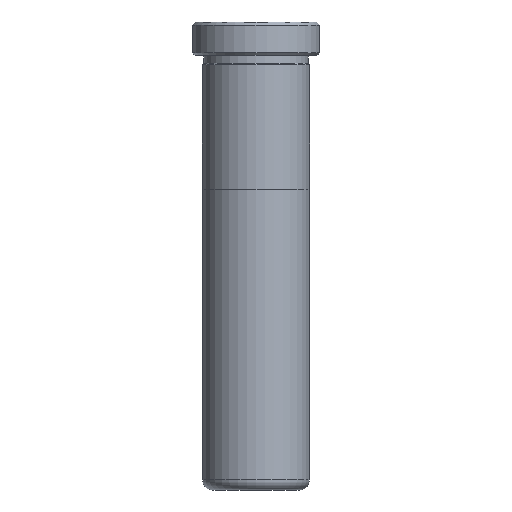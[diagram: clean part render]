
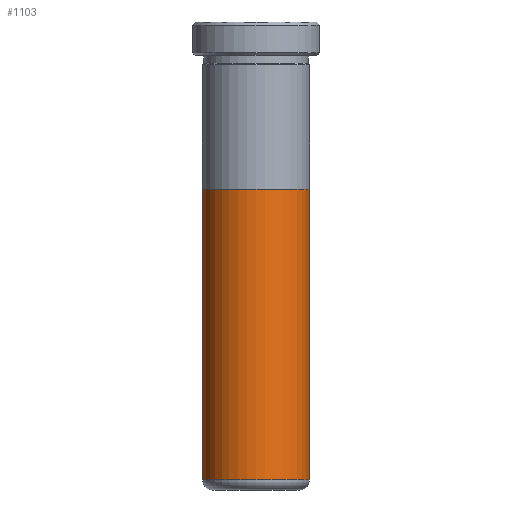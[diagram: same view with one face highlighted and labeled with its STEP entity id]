
A CAD part, front view. The second image highlights one B-rep face of the part: STEP entity #1103.
In plain terms, the highlighted cylindrical face has radius 7.995 mm (diameter 15.99 mm), a partial arc.
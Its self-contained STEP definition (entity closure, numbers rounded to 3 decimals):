
#30 = DIRECTION ( 'NONE',  ( 0., 0., 1. ) ) ;
#47 = CARTESIAN_POINT ( 'NONE',  ( 7.995, 0., 1.5 ) ) ;
#68 = CARTESIAN_POINT ( 'NONE',  ( 7.995, 0., 45. ) ) ;
#120 = VECTOR ( 'NONE', #696, 1000. ) ;
#140 = VERTEX_POINT ( 'NONE', #1116 ) ;
#278 = ORIENTED_EDGE ( 'NONE', *, *, #446, .F. ) ;
#310 = EDGE_CURVE ( 'NONE', #1311, #1183, #890, .T. ) ;
#356 = DIRECTION ( 'NONE',  ( 0., 0., -1. ) ) ;
#412 = ORIENTED_EDGE ( 'NONE', *, *, #562, .T. ) ;
#422 = AXIS2_PLACEMENT_3D ( 'NONE', #543, #1429, #1215 ) ;
#446 = EDGE_CURVE ( 'NONE', #1150, #1311, #618, .T. ) ;
#509 = EDGE_CURVE ( 'NONE', #140, #1183, #536, .T. ) ;
#536 = CIRCLE ( 'NONE', #717, 7.995 ) ;
#543 = CARTESIAN_POINT ( 'NONE',  ( 0., 0., 65. ) ) ;
#562 = EDGE_CURVE ( 'NONE', #1150, #140, #1094, .T. ) ;
#564 = DIRECTION ( 'NONE',  ( 0., 0., 1. ) ) ;
#582 = EDGE_LOOP ( 'NONE', ( #1380, #278, #412, #1220 ) ) ;
#618 = CIRCLE ( 'NONE', #1483, 7.995 ) ;
#696 = DIRECTION ( 'NONE',  ( 0., 0., -1. ) ) ;
#717 = AXIS2_PLACEMENT_3D ( 'NONE', #1236, #564, #1336 ) ;
#773 = CARTESIAN_POINT ( 'NONE',  ( 0., 0., 45. ) ) ;
#836 = FACE_OUTER_BOUND ( 'NONE', #582, .T. ) ;
#877 = DIRECTION ( 'NONE',  ( 1., 0., 0. ) ) ;
#890 = LINE ( 'NONE', #1052, #1188 ) ;
#1052 = CARTESIAN_POINT ( 'NONE',  ( 7.995, 0., 65. ) ) ;
#1082 = CYLINDRICAL_SURFACE ( 'NONE', #422, 7.995 ) ;
#1094 = LINE ( 'NONE', #1352, #120 ) ;
#1103 = ADVANCED_FACE ( 'NONE', ( #836 ), #1082, .T. ) ;
#1105 = CARTESIAN_POINT ( 'NONE',  ( -7.995, 0., 45. ) ) ;
#1116 = CARTESIAN_POINT ( 'NONE',  ( -7.995, 0., 1.5 ) ) ;
#1150 = VERTEX_POINT ( 'NONE', #1105 ) ;
#1183 = VERTEX_POINT ( 'NONE', #47 ) ;
#1188 = VECTOR ( 'NONE', #356, 1000. ) ;
#1215 = DIRECTION ( 'NONE',  ( -1., 0., 0. ) ) ;
#1220 = ORIENTED_EDGE ( 'NONE', *, *, #509, .T. ) ;
#1236 = CARTESIAN_POINT ( 'NONE',  ( 0., 0., 1.5 ) ) ;
#1311 = VERTEX_POINT ( 'NONE', #68 ) ;
#1336 = DIRECTION ( 'NONE',  ( 1., 0., 0. ) ) ;
#1352 = CARTESIAN_POINT ( 'NONE',  ( -7.995, 0., 65. ) ) ;
#1380 = ORIENTED_EDGE ( 'NONE', *, *, #310, .F. ) ;
#1429 = DIRECTION ( 'NONE',  ( 0., 0., -1. ) ) ;
#1483 = AXIS2_PLACEMENT_3D ( 'NONE', #773, #30, #877 ) ;
